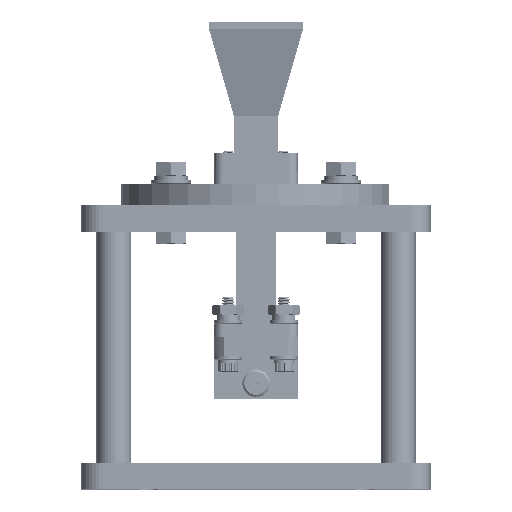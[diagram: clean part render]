
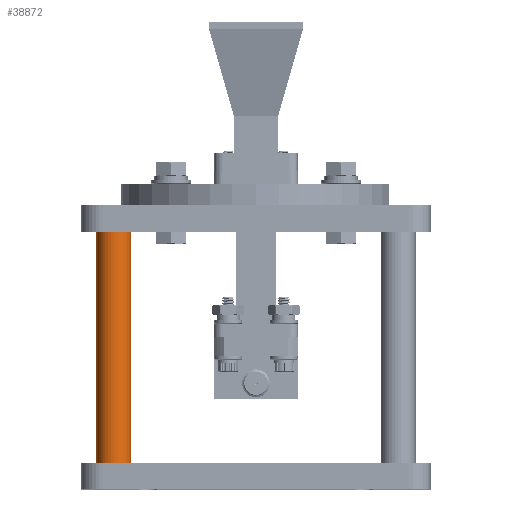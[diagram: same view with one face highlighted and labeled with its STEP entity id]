
A CAD part, top view. The second image highlights one B-rep face of the part: STEP entity #38872.
In plain terms, the highlighted cylindrical face has radius 4 mm (diameter 8 mm), a partial arc.
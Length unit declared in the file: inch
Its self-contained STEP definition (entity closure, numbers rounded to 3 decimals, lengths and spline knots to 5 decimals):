
#1323 = EDGE_CURVE ( 'NONE', #33033, #46541, #28873, .T. ) ;
#6464 = CARTESIAN_POINT ( 'NONE',  ( -0.15748, -1.04331, 0. ) ) ;
#7220 = DIRECTION ( 'NONE',  ( 1., 0., 0. ) ) ;
#9165 = EDGE_CURVE ( 'NONE', #30100, #43392, #35772, .T. ) ;
#9241 = DIRECTION ( 'NONE',  ( 1., 0., 0. ) ) ;
#10091 = CARTESIAN_POINT ( 'NONE',  ( 0., 1.04331, 0. ) ) ;
#10110 = ORIENTED_EDGE ( 'NONE', *, *, #1323, .T. ) ;
#11544 = DIRECTION ( 'NONE',  ( 0., -1., 0. ) ) ;
#11755 = DIRECTION ( 'NONE',  ( 1., 0., 0. ) ) ;
#12859 = CARTESIAN_POINT ( 'NONE',  ( 0., -1.04331, 0. ) ) ;
#13787 = CARTESIAN_POINT ( 'NONE',  ( 0.15748, 1.04331, 0. ) ) ;
#13822 = CARTESIAN_POINT ( 'NONE',  ( 0.15748, -1.04331, 0. ) ) ;
#14174 = VECTOR ( 'NONE', #40219, 39.37008 ) ;
#14322 = CIRCLE ( 'NONE', #44407, 0.15748 ) ;
#16461 = DIRECTION ( 'NONE',  ( 0., -1., 0. ) ) ;
#17106 = ORIENTED_EDGE ( 'NONE', *, *, #23844, .T. ) ;
#18170 = CARTESIAN_POINT ( 'NONE',  ( 0.15748, -1.04331, 0. ) ) ;
#20080 = FACE_OUTER_BOUND ( 'NONE', #25854, .T. ) ;
#21436 = CIRCLE ( 'NONE', #31462, 0.15748 ) ;
#22182 = CARTESIAN_POINT ( 'NONE',  ( -0.15748, -1.04331, 0. ) ) ;
#22887 = ORIENTED_EDGE ( 'NONE', *, *, #9165, .F. ) ;
#23844 = EDGE_CURVE ( 'NONE', #30100, #33033, #14322, .T. ) ;
#25854 = EDGE_LOOP ( 'NONE', ( #17106, #10110, #43797, #22887 ) ) ;
#28650 = DIRECTION ( 'NONE',  ( 0., -1., 0. ) ) ;
#28873 = LINE ( 'NONE', #6464, #14174 ) ;
#30100 = VERTEX_POINT ( 'NONE', #13787 ) ;
#31462 = AXIS2_PLACEMENT_3D ( 'NONE', #37128, #11544, #7220 ) ;
#33033 = VERTEX_POINT ( 'NONE', #35881 ) ;
#35533 = DIRECTION ( 'NONE',  ( 0., -1., 0. ) ) ;
#35772 = LINE ( 'NONE', #13822, #45702 ) ;
#35881 = CARTESIAN_POINT ( 'NONE',  ( -0.15748, 1.04331, 0. ) ) ;
#37128 = CARTESIAN_POINT ( 'NONE',  ( 0., -1.04331, 0. ) ) ;
#38872 = ADVANCED_FACE ( 'NONE', ( #20080 ), #42057, .T. ) ;
#40219 = DIRECTION ( 'NONE',  ( 0., -1., 0. ) ) ;
#42057 = CYLINDRICAL_SURFACE ( 'NONE', #44360, 0.15748 ) ;
#43392 = VERTEX_POINT ( 'NONE', #18170 ) ;
#43797 = ORIENTED_EDGE ( 'NONE', *, *, #45312, .F. ) ;
#44360 = AXIS2_PLACEMENT_3D ( 'NONE', #12859, #16461, #9241 ) ;
#44407 = AXIS2_PLACEMENT_3D ( 'NONE', #10091, #28650, #11755 ) ;
#45312 = EDGE_CURVE ( 'NONE', #43392, #46541, #21436, .T. ) ;
#45702 = VECTOR ( 'NONE', #35533, 39.37008 ) ;
#46541 = VERTEX_POINT ( 'NONE', #22182 ) ;
